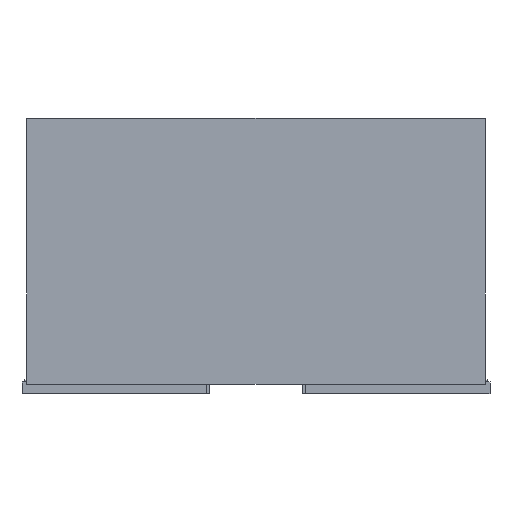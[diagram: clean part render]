
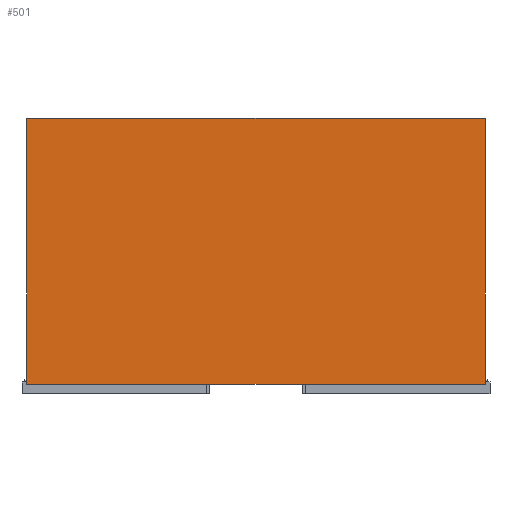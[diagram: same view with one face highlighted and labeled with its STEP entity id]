
A CAD part, front view. The second image highlights one B-rep face of the part: STEP entity #501.
In plain terms, the highlighted planar face has unit normal (0, -1, 0).
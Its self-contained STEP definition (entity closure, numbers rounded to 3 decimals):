
#74 = VERTEX_POINT('',#75);
#75 = CARTESIAN_POINT('',(-0.496,-1.246,0.595));
#81 = EDGE_CURVE('',#74,#82,#84,.T.);
#82 = VERTEX_POINT('',#83);
#83 = CARTESIAN_POINT('',(0.496,-1.246,0.595));
#84 = LINE('',#85,#86);
#85 = CARTESIAN_POINT('',(-0.496,-1.246,0.595));
#86 = VECTOR('',#87,1.);
#87 = DIRECTION('',(1.,0.,0.));
#147 = EDGE_CURVE('',#148,#82,#150,.T.);
#148 = VERTEX_POINT('',#149);
#149 = CARTESIAN_POINT('',(0.496,-1.246,0.02));
#150 = LINE('',#151,#152);
#151 = CARTESIAN_POINT('',(0.496,-1.246,0.02));
#152 = VECTOR('',#153,1.);
#153 = DIRECTION('',(0.,0.,1.));
#331 = EDGE_CURVE('',#332,#74,#334,.T.);
#332 = VERTEX_POINT('',#333);
#333 = CARTESIAN_POINT('',(-0.496,-1.246,0.02));
#334 = LINE('',#335,#336);
#335 = CARTESIAN_POINT('',(-0.496,-1.246,0.02));
#336 = VECTOR('',#337,1.);
#337 = DIRECTION('',(0.,0.,1.));
#501 = ADVANCED_FACE('',(#502),#513,.T.);
#502 = FACE_BOUND('',#503,.T.);
#503 = EDGE_LOOP('',(#504,#505,#511,#512));
#504 = ORIENTED_EDGE('',*,*,#331,.F.);
#505 = ORIENTED_EDGE('',*,*,#506,.T.);
#506 = EDGE_CURVE('',#332,#148,#507,.T.);
#507 = LINE('',#508,#509);
#508 = CARTESIAN_POINT('',(-0.496,-1.246,0.02));
#509 = VECTOR('',#510,1.);
#510 = DIRECTION('',(1.,0.,0.));
#511 = ORIENTED_EDGE('',*,*,#147,.T.);
#512 = ORIENTED_EDGE('',*,*,#81,.F.);
#513 = PLANE('',#514);
#514 = AXIS2_PLACEMENT_3D('',#515,#516,#517);
#515 = CARTESIAN_POINT('',(-0.496,-1.246,0.02));
#516 = DIRECTION('',(0.,-1.,0.));
#517 = DIRECTION('',(0.,0.,1.));
